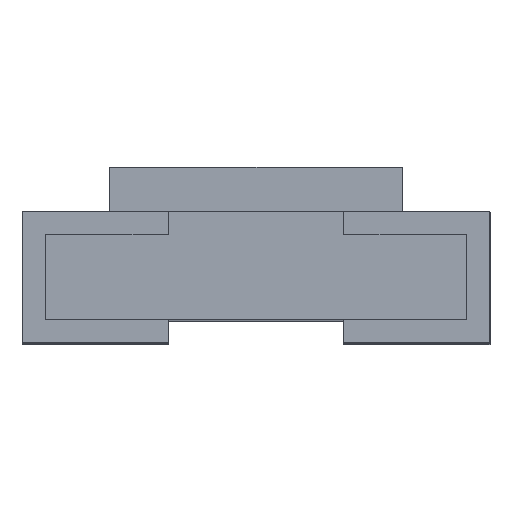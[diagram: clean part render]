
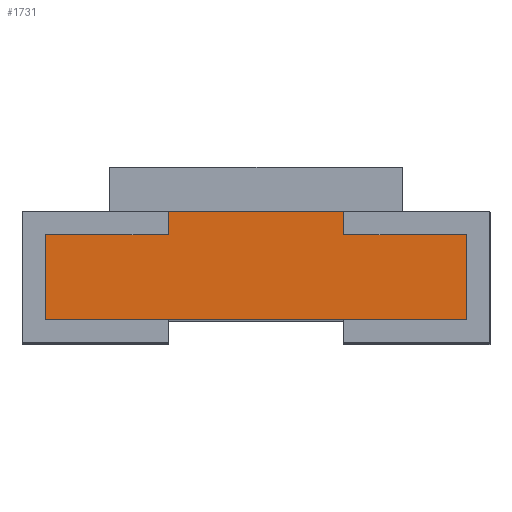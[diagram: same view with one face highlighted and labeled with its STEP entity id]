
A CAD part, top view. The second image highlights one B-rep face of the part: STEP entity #1731.
In plain terms, the highlighted planar face has unit normal (0, 0, 1).
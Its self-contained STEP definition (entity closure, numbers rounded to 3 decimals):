
#299 = VERTEX_POINT ( 'NONE', #1505 ) ;
#384 = PLANE ( 'NONE',  #3561 ) ;
#409 = DIRECTION ( 'NONE',  ( 0., 0., 1. ) ) ;
#511 = LINE ( 'NONE', #1436, #5954 ) ;
#646 = VERTEX_POINT ( 'NONE', #4208 ) ;
#754 = VECTOR ( 'NONE', #6255, 1000. ) ;
#828 = DIRECTION ( 'NONE',  ( -1., 0., 0. ) ) ;
#1065 = ORIENTED_EDGE ( 'NONE', *, *, #5834, .T. ) ;
#1182 = EDGE_CURVE ( 'NONE', #6280, #6075, #5247, .T. ) ;
#1287 = CARTESIAN_POINT ( 'NONE',  ( 0.3, 0.37, 1.6 ) ) ;
#1332 = DIRECTION ( 'NONE',  ( 0., -1., 0. ) ) ;
#1436 = CARTESIAN_POINT ( 'NONE',  ( -0.72, 0.08, 1.6 ) ) ;
#1489 = LINE ( 'NONE', #2947, #3274 ) ;
#1499 = ORIENTED_EDGE ( 'NONE', *, *, #6257, .F. ) ;
#1505 = CARTESIAN_POINT ( 'NONE',  ( -0.72, 0.08, 1.6 ) ) ;
#1592 = EDGE_CURVE ( 'NONE', #5916, #5427, #4021, .T. ) ;
#1600 = DIRECTION ( 'NONE',  ( 0., 1., 0. ) ) ;
#1648 = EDGE_LOOP ( 'NONE', ( #3381, #1499, #5330, #4591, #1758, #3094, #1065, #2116 ) ) ;
#1731 = ADVANCED_FACE ( 'NONE', ( #5430 ), #384, .T. ) ;
#1758 = ORIENTED_EDGE ( 'NONE', *, *, #4270, .T. ) ;
#1866 = DIRECTION ( 'NONE',  ( -1., 0., 0. ) ) ;
#2078 = CARTESIAN_POINT ( 'NONE',  ( 0.72, 0.08, 1.6 ) ) ;
#2116 = ORIENTED_EDGE ( 'NONE', *, *, #5927, .T. ) ;
#2256 = CARTESIAN_POINT ( 'NONE',  ( -0.3, 0.45, 1.6 ) ) ;
#2276 = LINE ( 'NONE', #4285, #4362 ) ;
#2319 = CARTESIAN_POINT ( 'NONE',  ( -0.3, 0.37, 1.6 ) ) ;
#2375 = DIRECTION ( 'NONE',  ( 1., 0., 0. ) ) ;
#2474 = DIRECTION ( 'NONE',  ( 1., 0., 0. ) ) ;
#2569 = VECTOR ( 'NONE', #1600, 1000. ) ;
#2942 = CARTESIAN_POINT ( 'NONE',  ( -0.8, 0.5, 1.6 ) ) ;
#2947 = CARTESIAN_POINT ( 'NONE',  ( -0.5, 0.45, 1.6 ) ) ;
#3094 = ORIENTED_EDGE ( 'NONE', *, *, #4957, .T. ) ;
#3249 = LINE ( 'NONE', #2319, #4361 ) ;
#3274 = VECTOR ( 'NONE', #2474, 1000. ) ;
#3381 = ORIENTED_EDGE ( 'NONE', *, *, #1592, .T. ) ;
#3464 = DIRECTION ( 'NONE',  ( 0., 1., 0. ) ) ;
#3475 = CARTESIAN_POINT ( 'NONE',  ( 0.3, 0.45, 1.6 ) ) ;
#3561 = AXIS2_PLACEMENT_3D ( 'NONE', #2942, #409, #2375 ) ;
#3786 = VECTOR ( 'NONE', #1332, 1000. ) ;
#3996 = CARTESIAN_POINT ( 'NONE',  ( -0.3, 0.45, 1.6 ) ) ;
#4021 = LINE ( 'NONE', #6015, #4910 ) ;
#4208 = CARTESIAN_POINT ( 'NONE',  ( 0.72, 0.37, 1.6 ) ) ;
#4261 = CARTESIAN_POINT ( 'NONE',  ( -0.72, 0.37, 1.6 ) ) ;
#4270 = EDGE_CURVE ( 'NONE', #4347, #299, #4778, .T. ) ;
#4285 = CARTESIAN_POINT ( 'NONE',  ( 0.72, 0.37, 1.6 ) ) ;
#4337 = CARTESIAN_POINT ( 'NONE',  ( -0.3, 0.37, 1.6 ) ) ;
#4344 = DIRECTION ( 'NONE',  ( 1., 0., 0. ) ) ;
#4347 = VERTEX_POINT ( 'NONE', #5277 ) ;
#4361 = VECTOR ( 'NONE', #1866, 1000. ) ;
#4362 = VECTOR ( 'NONE', #828, 1000. ) ;
#4591 = ORIENTED_EDGE ( 'NONE', *, *, #5658, .T. ) ;
#4778 = LINE ( 'NONE', #4261, #3786 ) ;
#4910 = VECTOR ( 'NONE', #3464, 1000. ) ;
#4957 = EDGE_CURVE ( 'NONE', #299, #5813, #511, .T. ) ;
#5165 = LINE ( 'NONE', #2078, #2569 ) ;
#5247 = LINE ( 'NONE', #2256, #754 ) ;
#5277 = CARTESIAN_POINT ( 'NONE',  ( -0.72, 0.37, 1.6 ) ) ;
#5330 = ORIENTED_EDGE ( 'NONE', *, *, #1182, .T. ) ;
#5427 = VERTEX_POINT ( 'NONE', #3475 ) ;
#5430 = FACE_OUTER_BOUND ( 'NONE', #1648, .T. ) ;
#5658 = EDGE_CURVE ( 'NONE', #6075, #4347, #3249, .T. ) ;
#5813 = VERTEX_POINT ( 'NONE', #6076 ) ;
#5834 = EDGE_CURVE ( 'NONE', #5813, #646, #5165, .T. ) ;
#5916 = VERTEX_POINT ( 'NONE', #1287 ) ;
#5927 = EDGE_CURVE ( 'NONE', #646, #5916, #2276, .T. ) ;
#5954 = VECTOR ( 'NONE', #4344, 1000. ) ;
#6015 = CARTESIAN_POINT ( 'NONE',  ( 0.3, 0.37, 1.6 ) ) ;
#6075 = VERTEX_POINT ( 'NONE', #4337 ) ;
#6076 = CARTESIAN_POINT ( 'NONE',  ( 0.72, 0.08, 1.6 ) ) ;
#6255 = DIRECTION ( 'NONE',  ( 0., -1., 0. ) ) ;
#6257 = EDGE_CURVE ( 'NONE', #6280, #5427, #1489, .T. ) ;
#6280 = VERTEX_POINT ( 'NONE', #3996 ) ;
